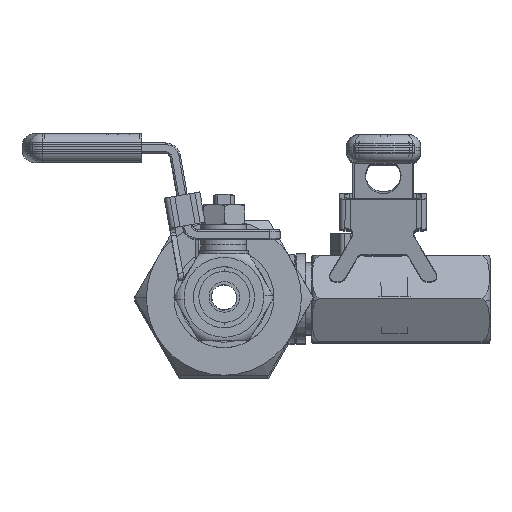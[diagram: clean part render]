
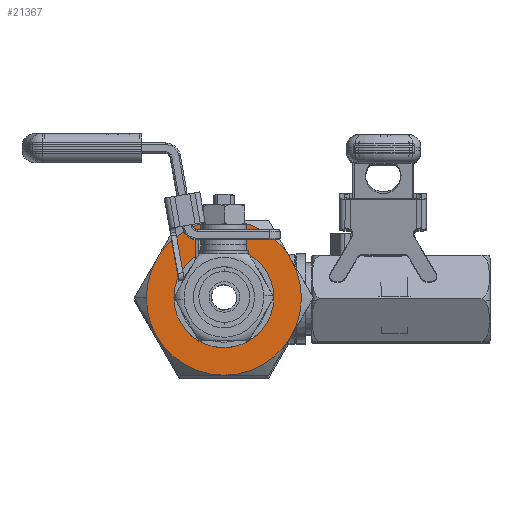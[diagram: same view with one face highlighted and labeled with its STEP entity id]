
A CAD part, top view. The second image highlights one B-rep face of the part: STEP entity #21367.
In plain terms, the highlighted planar face has unit normal (0, 0, 1).
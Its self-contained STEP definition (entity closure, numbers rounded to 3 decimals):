
#1351 = CIRCLE ( 'NONE', #45410, 15.2 ) ;
#1788 = VERTEX_POINT ( 'NONE', #18080 ) ;
#3028 = CARTESIAN_POINT ( 'NONE',  ( 0., 0., 23.5 ) ) ;
#3131 = ORIENTED_EDGE ( 'NONE', *, *, #26119, .T. ) ;
#3728 = ORIENTED_EDGE ( 'NONE', *, *, #15337, .T. ) ;
#4519 = CARTESIAN_POINT ( 'NONE',  ( 9.8, 0., 23.5 ) ) ;
#4800 = EDGE_CURVE ( 'NONE', #6458, #9007, #1351, .T. ) ;
#5130 = EDGE_CURVE ( 'NONE', #1788, #35725, #42451, .T. ) ;
#5647 = DIRECTION ( 'NONE',  ( 1., 0., 0. ) ) ;
#5794 = DIRECTION ( 'NONE',  ( 0., 0., 1. ) ) ;
#6368 = FACE_BOUND ( 'NONE', #14178, .T. ) ;
#6458 = VERTEX_POINT ( 'NONE', #29687 ) ;
#6590 = AXIS2_PLACEMENT_3D ( 'NONE', #22416, #15639, #36709 ) ;
#7115 = CARTESIAN_POINT ( 'NONE',  ( 0., 15.2, 23.5 ) ) ;
#7315 = FACE_OUTER_BOUND ( 'NONE', #9185, .T. ) ;
#8704 = EDGE_CURVE ( 'NONE', #35725, #1788, #43451, .T. ) ;
#9007 = VERTEX_POINT ( 'NONE', #18617 ) ;
#9185 = EDGE_LOOP ( 'NONE', ( #3131, #34861, #31125, #39160, #3728, #21672, #25018 ) ) ;
#10696 = DIRECTION ( 'NONE',  ( 0., 0., 1. ) ) ;
#12067 = VERTEX_POINT ( 'NONE', #14171 ) ;
#12592 = CARTESIAN_POINT ( 'NONE',  ( 0., 0., 23.5 ) ) ;
#13265 = DIRECTION ( 'NONE',  ( 1., 0., 0. ) ) ;
#13636 = DIRECTION ( 'NONE',  ( 1., 0., 0. ) ) ;
#13840 = DIRECTION ( 'NONE',  ( 1., 0., 0. ) ) ;
#14171 = CARTESIAN_POINT ( 'NONE',  ( 13.164, 7.6, 23.5 ) ) ;
#14178 = EDGE_LOOP ( 'NONE', ( #38399, #43266 ) ) ;
#15337 = EDGE_CURVE ( 'NONE', #20532, #6458, #35749, .T. ) ;
#15606 = VERTEX_POINT ( 'NONE', #44598 ) ;
#15639 = DIRECTION ( 'NONE',  ( 0., 0., -1. ) ) ;
#17094 = AXIS2_PLACEMENT_3D ( 'NONE', #44745, #45657, #5647 ) ;
#17913 = EDGE_CURVE ( 'NONE', #9007, #15606, #27486, .T. ) ;
#18080 = CARTESIAN_POINT ( 'NONE',  ( -9.8, 0., 23.5 ) ) ;
#18083 = CARTESIAN_POINT ( 'NONE',  ( 0., 0., 23.5 ) ) ;
#18617 = CARTESIAN_POINT ( 'NONE',  ( 0., -15.2, 23.5 ) ) ;
#18932 = EDGE_CURVE ( 'NONE', #38440, #20532, #25339, .T. ) ;
#19252 = DIRECTION ( 'NONE',  ( 0., 0., 1. ) ) ;
#20532 = VERTEX_POINT ( 'NONE', #33988 ) ;
#20745 = DIRECTION ( 'NONE',  ( 0., 0., 1. ) ) ;
#21367 = ADVANCED_FACE ( 'NONE', ( #6368, #7315 ), #45911, .T. ) ;
#21672 = ORIENTED_EDGE ( 'NONE', *, *, #4800, .T. ) ;
#21700 = DIRECTION ( 'NONE',  ( 1., 0., 0. ) ) ;
#22416 = CARTESIAN_POINT ( 'NONE',  ( 0., 0., 23.5 ) ) ;
#22925 = AXIS2_PLACEMENT_3D ( 'NONE', #45693, #32125, #13840 ) ;
#23218 = DIRECTION ( 'NONE',  ( 1., 0., 0. ) ) ;
#24242 = CARTESIAN_POINT ( 'NONE',  ( 0., 0., 23.5 ) ) ;
#25018 = ORIENTED_EDGE ( 'NONE', *, *, #17913, .T. ) ;
#25065 = CARTESIAN_POINT ( 'NONE',  ( 0., 0., 23.5 ) ) ;
#25339 = CIRCLE ( 'NONE', #17094, 15.2 ) ;
#26119 = EDGE_CURVE ( 'NONE', #15606, #12067, #39427, .T. ) ;
#26303 = AXIS2_PLACEMENT_3D ( 'NONE', #26730, #19252, #23218 ) ;
#26730 = CARTESIAN_POINT ( 'NONE',  ( 0., 0., 23.5 ) ) ;
#27486 = CIRCLE ( 'NONE', #28231, 15.2 ) ;
#28231 = AXIS2_PLACEMENT_3D ( 'NONE', #18083, #39645, #13636 ) ;
#28724 = DIRECTION ( 'NONE',  ( 1., 0., 0. ) ) ;
#29671 = DIRECTION ( 'NONE',  ( 1., 0., 0. ) ) ;
#29687 = CARTESIAN_POINT ( 'NONE',  ( -13.164, -7.6, 23.5 ) ) ;
#30067 = VERTEX_POINT ( 'NONE', #7115 ) ;
#31125 = ORIENTED_EDGE ( 'NONE', *, *, #41230, .F. ) ;
#32042 = EDGE_CURVE ( 'NONE', #12067, #30067, #45750, .T. ) ;
#32125 = DIRECTION ( 'NONE',  ( 0., 0., 1. ) ) ;
#32489 = CARTESIAN_POINT ( 'NONE',  ( -13.164, 7.6, 23.5 ) ) ;
#33988 = CARTESIAN_POINT ( 'NONE',  ( -15.2, 0., 23.5 ) ) ;
#34861 = ORIENTED_EDGE ( 'NONE', *, *, #32042, .T. ) ;
#35725 = VERTEX_POINT ( 'NONE', #4519 ) ;
#35749 = CIRCLE ( 'NONE', #43958, 15.2 ) ;
#36709 = DIRECTION ( 'NONE',  ( -1., 0., 0. ) ) ;
#37221 = CIRCLE ( 'NONE', #6590, 15.2 ) ;
#37454 = AXIS2_PLACEMENT_3D ( 'NONE', #3028, #38563, #28724 ) ;
#38307 = DIRECTION ( 'NONE',  ( 1., 0., 0. ) ) ;
#38399 = ORIENTED_EDGE ( 'NONE', *, *, #5130, .F. ) ;
#38440 = VERTEX_POINT ( 'NONE', #32489 ) ;
#38563 = DIRECTION ( 'NONE',  ( 0., 0., 1. ) ) ;
#38694 = AXIS2_PLACEMENT_3D ( 'NONE', #24242, #20745, #21700 ) ;
#39160 = ORIENTED_EDGE ( 'NONE', *, *, #18932, .T. ) ;
#39368 = DIRECTION ( 'NONE',  ( 0., 0., 1. ) ) ;
#39427 = CIRCLE ( 'NONE', #44618, 15.2 ) ;
#39645 = DIRECTION ( 'NONE',  ( 0., 0., 1. ) ) ;
#41230 = EDGE_CURVE ( 'NONE', #38440, #30067, #37221, .T. ) ;
#42287 = CARTESIAN_POINT ( 'NONE',  ( 0., 0., 23.5 ) ) ;
#42451 = CIRCLE ( 'NONE', #38694, 9.8 ) ;
#43266 = ORIENTED_EDGE ( 'NONE', *, *, #8704, .F. ) ;
#43451 = CIRCLE ( 'NONE', #37454, 9.8 ) ;
#43958 = AXIS2_PLACEMENT_3D ( 'NONE', #12592, #5794, #13265 ) ;
#44598 = CARTESIAN_POINT ( 'NONE',  ( 13.164, -7.6, 23.5 ) ) ;
#44618 = AXIS2_PLACEMENT_3D ( 'NONE', #42287, #10696, #38307 ) ;
#44745 = CARTESIAN_POINT ( 'NONE',  ( 0., 0., 23.5 ) ) ;
#45410 = AXIS2_PLACEMENT_3D ( 'NONE', #25065, #39368, #29671 ) ;
#45657 = DIRECTION ( 'NONE',  ( 0., 0., 1. ) ) ;
#45693 = CARTESIAN_POINT ( 'NONE',  ( 0., 0., 23.5 ) ) ;
#45750 = CIRCLE ( 'NONE', #26303, 15.2 ) ;
#45911 = PLANE ( 'NONE',  #22925 ) ;
